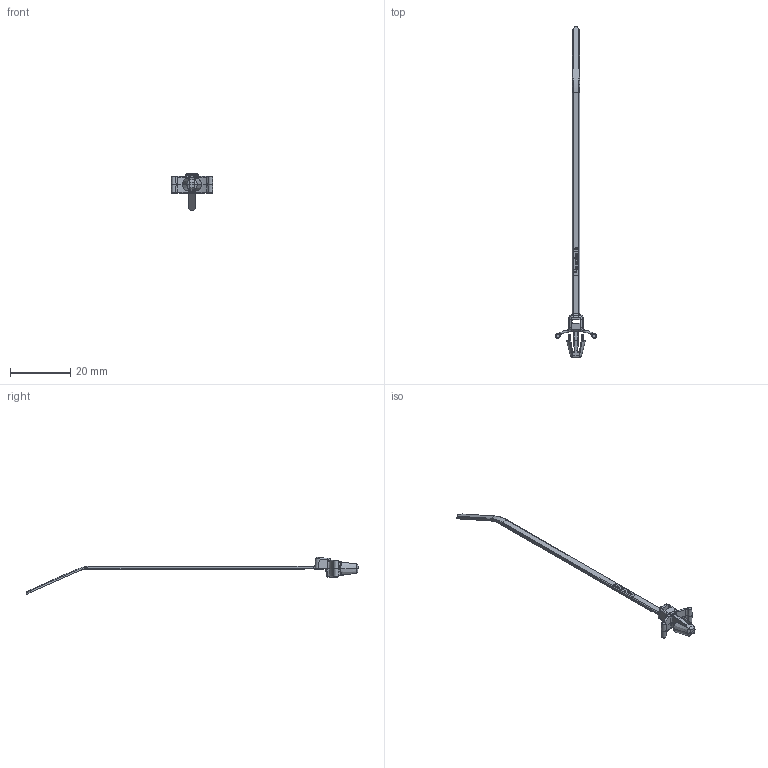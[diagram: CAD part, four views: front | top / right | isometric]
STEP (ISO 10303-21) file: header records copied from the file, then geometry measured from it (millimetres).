
FILE_DESCRIPTION(/* description */ (''),/* implementation_level */ '2;1');
FILE_NAME(/* name */ 'PANDUIT_PLWP1M.stp',/* time_stamp */ '2013-11-27T09:30:11-06:00',/* author */ (''),/* organization */ (''),/* preprocessor_version */ 'ST-DEVELOPER v11',/* originating_system */ 'SIEMENS PLM Software NX 7.5',/* authorisation */ '');
FILE_SCHEMA (('CONFIG_CONTROL_DESIGN'));
Length unit declared in the file: inch
Products named in the file (1): bwg2B60xhoj
Bounding box: 13.76 x 110.34 x 12.37 mm (x, y, z)
Volume: 477.1 mm3; surface area: 1127.8 mm2
Topology: 1 solids, 1 shells, 463 faces, 1144 edges, 670 vertices
Faces by surface type: plane 170, cylinder 130, bspline 113, sphere 21, cone 14, torus 9, extrusion 6
Entity records: 15655 total; most frequent: CARTESIAN_POINT 5487, ORIENTED_EDGE 2220, DIRECTION 1973, EDGE_CURVE 1110, AXIS2_PLACEMENT_3D 722, VERTEX_POINT 661, VECTOR 529, LINE 523
